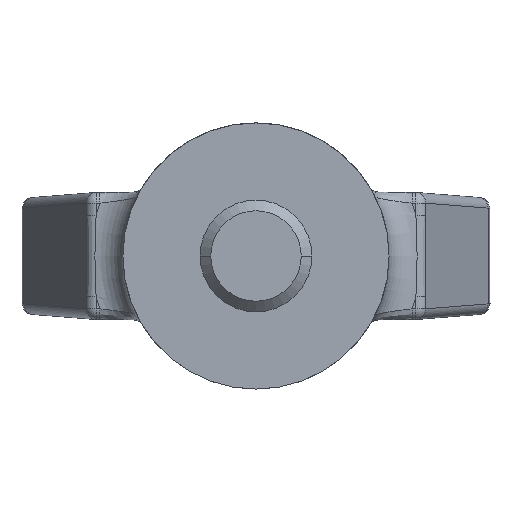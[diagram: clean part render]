
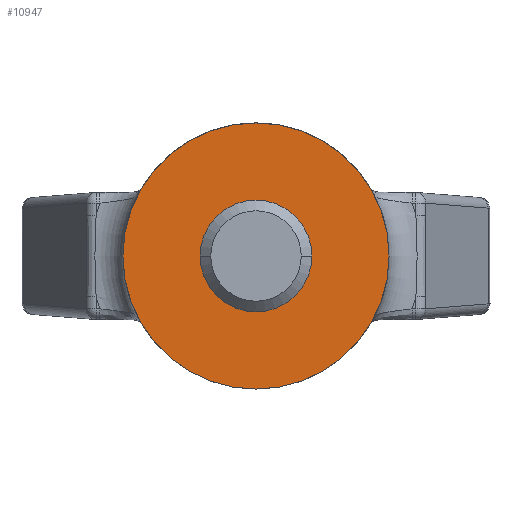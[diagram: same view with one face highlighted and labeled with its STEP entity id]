
A CAD part, front view. The second image highlights one B-rep face of the part: STEP entity #10947.
In plain terms, the highlighted planar face has unit normal (0, -1, 0).
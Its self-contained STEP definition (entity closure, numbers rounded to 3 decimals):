
#2279=CARTESIAN_POINT('',(0.,-86.,0.));
#2280=DIRECTION('',(0.,-1.,0.));
#2281=DIRECTION('',(-1.,0.,0.));
#2282=AXIS2_PLACEMENT_3D('',#2279,#2280,#2281);
#2284=CARTESIAN_POINT('',(0.,-86.,0.));
#2285=DIRECTION('',(0.,1.,0.));
#2286=DIRECTION('',(-1.,0.,0.));
#2287=AXIS2_PLACEMENT_3D('',#2284,#2285,#2286);
#5716=CARTESIAN_POINT('',(-50.,-86.,0.));
#5717=CARTESIAN_POINT('',(50.,-86.,0.));
#5718=VERTEX_POINT('',#5716);
#5719=VERTEX_POINT('',#5717);
#10938=CARTESIAN_POINT('',(0.,-86.,0.));
#10939=DIRECTION('',(0.,1.,0.));
#10940=DIRECTION('',(1.,0.,0.));
#10941=AXIS2_PLACEMENT_3D('',#10938,#10939,#10940);
#10942=PLANE('',#10941);
#10943=ORIENTED_EDGE('',*,*,#7987,.F.);
#10944=ORIENTED_EDGE('',*,*,#10904,.T.);
#10945=EDGE_LOOP('',(#10943,#10944));
#10946=FACE_OUTER_BOUND('',#10945,.F.);
#10947=ADVANCED_FACE('',(#10946),#10942,.F.);
#2283=CIRCLE('',#2282,50.);
#2288=CIRCLE('',#2287,50.);
#7987=EDGE_CURVE('',#5718,#5719,#2283,.T.);
#10904=EDGE_CURVE('',#5718,#5719,#2288,.T.);
